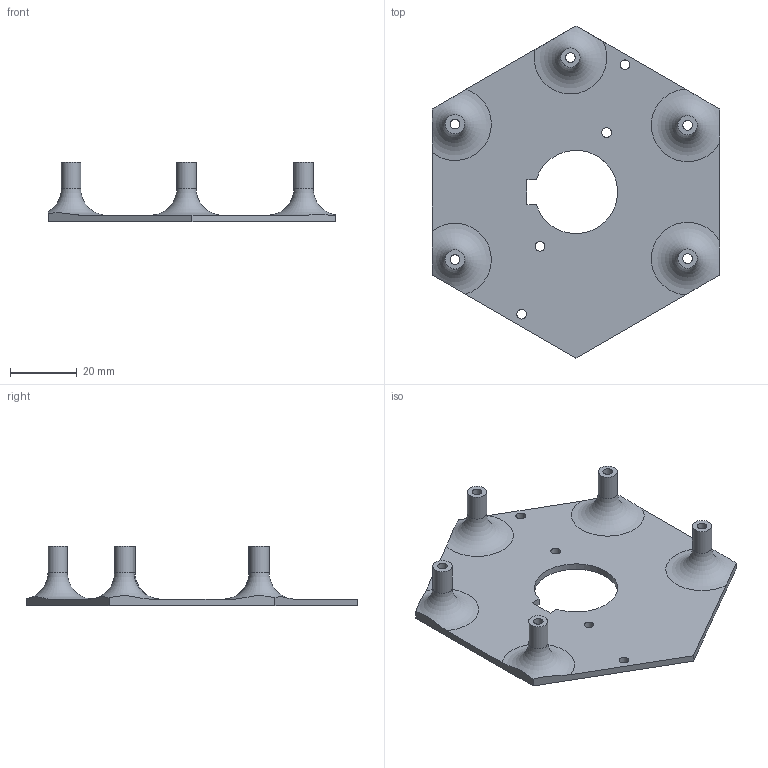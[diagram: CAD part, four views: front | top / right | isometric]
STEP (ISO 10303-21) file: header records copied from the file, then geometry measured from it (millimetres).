
FILE_DESCRIPTION(/* description */ ('STEP AP242','CAx-IF Rec.Pracs.---Representation and Presentation of Product Manufacturing Information (PMI)---4.0---2014-10-13','CAx-IF Rec.Pracs.---3D Tessellated Geometry---0.4---2014-09-14','2;1'),/* implementation_level */ '2;1');
FILE_NAME(/* name */ '681bb98da5712a4a9720896c',/* time_stamp */ '2025-05-07T19:50:38Z',/* author */ (''),/* organization */ (''),/* preprocessor_version */ 'ST-DEVELOPER v20',/* originating_system */ 'ONSHAPE BY PTC INC, 1.197',/* authorisation */ ' ');
FILE_SCHEMA (('AP242_MANAGED_MODEL_BASED_3D_ENGINEERING_MIM_LF { 1 0 10303 442 1 1 4 }'));
Length unit declared in the file: metre
Products named in the file (1): Part 1
Bounding box: 86.29 x 99.63 x 18 mm (x, y, z)
Volume: 15321.1 mm3; surface area: 14739.3 mm2
Topology: 1 solids, 1 shells, 36 faces, 101 edges, 67 vertices
Faces by surface type: plane 16, cylinder 15, torus 5
Full cylindrical faces by diameter (mm): 2.898 x1, 2.9 x4, 2.901 x3, 2.907 x1, 5.8 x5
Entity records: 1090 total; most frequent: CARTESIAN_POINT 220, DIRECTION 172, ORIENTED_EDGE 146, EDGE_LOOP 75, FACE_BOUND 75, EDGE_CURVE 73, AXIS2_PLACEMENT_3D 72, VERTEX_POINT 58
